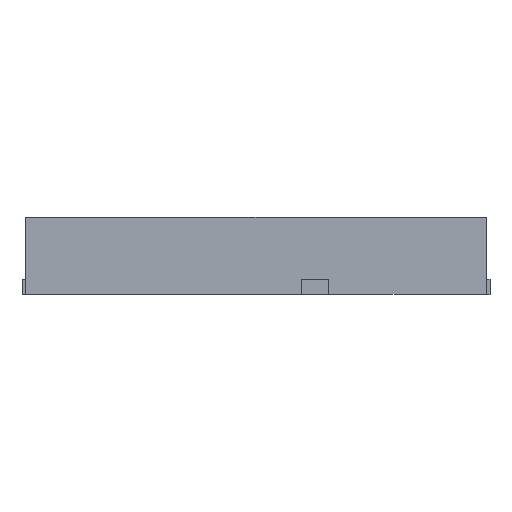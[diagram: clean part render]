
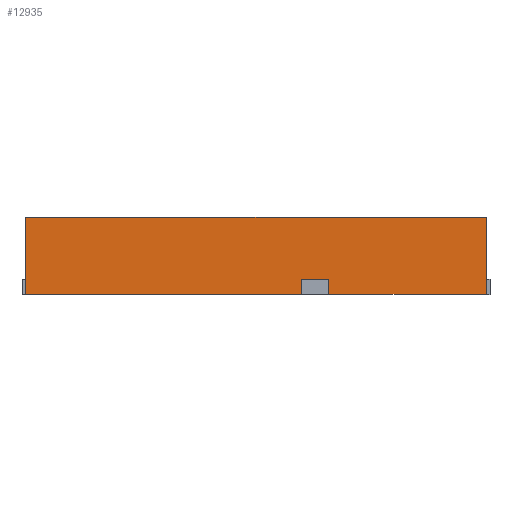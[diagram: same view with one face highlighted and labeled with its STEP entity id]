
A CAD part, left-side view. The second image highlights one B-rep face of the part: STEP entity #12935.
In plain terms, the highlighted planar face has unit normal (-1, 0, 0).
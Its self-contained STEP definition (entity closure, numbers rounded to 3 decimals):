
#285 = ORIENTED_EDGE ( 'NONE', *, *, #7905, .T. ) ;
#354 = VECTOR ( 'NONE', #5998, 1000. ) ;
#642 = DIRECTION ( 'NONE',  ( 1., 0., 0. ) ) ;
#790 = PLANE ( 'NONE',  #7432 ) ;
#876 = CARTESIAN_POINT ( 'NONE',  ( -2.5, 3., 1.01 ) ) ;
#941 = LINE ( 'NONE', #10224, #11605 ) ;
#973 = CARTESIAN_POINT ( 'NONE',  ( -2.5, -3., 1.01 ) ) ;
#1372 = LINE ( 'NONE', #14155, #2993 ) ;
#1442 = LINE ( 'NONE', #12654, #6947 ) ;
#1634 = FACE_OUTER_BOUND ( 'NONE', #9967, .T. ) ;
#2057 = LINE ( 'NONE', #973, #5855 ) ;
#2275 = DIRECTION ( 'NONE',  ( 0., -1., 0. ) ) ;
#2366 = CARTESIAN_POINT ( 'NONE',  ( -2.5, 3., 1.01 ) ) ;
#2827 = EDGE_CURVE ( 'NONE', #13376, #4700, #1372, .T. ) ;
#2993 = VECTOR ( 'NONE', #11592, 1000. ) ;
#3187 = VERTEX_POINT ( 'NONE', #3477 ) ;
#3355 = LINE ( 'NONE', #4492, #354 ) ;
#3477 = CARTESIAN_POINT ( 'NONE',  ( -2.5, -3., 1.01 ) ) ;
#3599 = CARTESIAN_POINT ( 'NONE',  ( -2.5, -3., 0.01 ) ) ;
#4492 = CARTESIAN_POINT ( 'NONE',  ( -2.5, -3., 1.01 ) ) ;
#4700 = VERTEX_POINT ( 'NONE', #3599 ) ;
#4714 = VERTEX_POINT ( 'NONE', #2366 ) ;
#5002 = VERTEX_POINT ( 'NONE', #8502 ) ;
#5573 = ORIENTED_EDGE ( 'NONE', *, *, #2827, .T. ) ;
#5855 = VECTOR ( 'NONE', #12269, 1000. ) ;
#5921 = DIRECTION ( 'NONE',  ( 0., 0., -1. ) ) ;
#5984 = ORIENTED_EDGE ( 'NONE', *, *, #10048, .T. ) ;
#5998 = DIRECTION ( 'NONE',  ( 0., 0., -1. ) ) ;
#6126 = VECTOR ( 'NONE', #15885, 1000. ) ;
#6144 = DIRECTION ( 'NONE',  ( 0., 0., -1. ) ) ;
#6947 = VECTOR ( 'NONE', #12981, 1000. ) ;
#7121 = ORIENTED_EDGE ( 'NONE', *, *, #8735, .F. ) ;
#7178 = CARTESIAN_POINT ( 'NONE',  ( -2.5, -3., 1.01 ) ) ;
#7432 = AXIS2_PLACEMENT_3D ( 'NONE', #7178, #642, #8291 ) ;
#7905 = EDGE_CURVE ( 'NONE', #4714, #5002, #8282, .T. ) ;
#8083 = LINE ( 'NONE', #10548, #6126 ) ;
#8282 = LINE ( 'NONE', #876, #9102 ) ;
#8291 = DIRECTION ( 'NONE',  ( 0., 0., -1. ) ) ;
#8502 = CARTESIAN_POINT ( 'NONE',  ( -2.5, 3., 0.01 ) ) ;
#8508 = CARTESIAN_POINT ( 'NONE',  ( -2.5, -0.95, 0.01 ) ) ;
#8735 = EDGE_CURVE ( 'NONE', #3187, #4700, #3355, .T. ) ;
#8998 = EDGE_CURVE ( 'NONE', #15406, #9091, #941, .T. ) ;
#9091 = VERTEX_POINT ( 'NONE', #10132 ) ;
#9102 = VECTOR ( 'NONE', #5921, 1000. ) ;
#9833 = CARTESIAN_POINT ( 'NONE',  ( -2.5, -0.597, 0.2 ) ) ;
#9877 = LINE ( 'NONE', #14896, #15487 ) ;
#9933 = EDGE_CURVE ( 'NONE', #13376, #9091, #1442, .T. ) ;
#9967 = EDGE_LOOP ( 'NONE', ( #10380, #13887, #12398, #5573, #7121, #13714, #285, #5984 ) ) ;
#10048 = EDGE_CURVE ( 'NONE', #5002, #12029, #8083, .T. ) ;
#10132 = CARTESIAN_POINT ( 'NONE',  ( -2.5, -0.95, 0.2 ) ) ;
#10224 = CARTESIAN_POINT ( 'NONE',  ( -2.5, -3., 0.2 ) ) ;
#10380 = ORIENTED_EDGE ( 'NONE', *, *, #13341, .F. ) ;
#10548 = CARTESIAN_POINT ( 'NONE',  ( -2.5, -3., 0.01 ) ) ;
#11592 = DIRECTION ( 'NONE',  ( 0., -1., 0. ) ) ;
#11605 = VECTOR ( 'NONE', #2275, 1000. ) ;
#12029 = VERTEX_POINT ( 'NONE', #13753 ) ;
#12269 = DIRECTION ( 'NONE',  ( 0., -1., 0. ) ) ;
#12398 = ORIENTED_EDGE ( 'NONE', *, *, #9933, .F. ) ;
#12654 = CARTESIAN_POINT ( 'NONE',  ( -2.5, -0.95, 1.01 ) ) ;
#12935 = ADVANCED_FACE ( 'NONE', ( #1634 ), #790, .F. ) ;
#12981 = DIRECTION ( 'NONE',  ( 0., 0., 1. ) ) ;
#13341 = EDGE_CURVE ( 'NONE', #15406, #12029, #9877, .T. ) ;
#13376 = VERTEX_POINT ( 'NONE', #8508 ) ;
#13714 = ORIENTED_EDGE ( 'NONE', *, *, #14925, .F. ) ;
#13753 = CARTESIAN_POINT ( 'NONE',  ( -2.5, -0.597, 0.01 ) ) ;
#13887 = ORIENTED_EDGE ( 'NONE', *, *, #8998, .T. ) ;
#14155 = CARTESIAN_POINT ( 'NONE',  ( -2.5, -3., 0.01 ) ) ;
#14896 = CARTESIAN_POINT ( 'NONE',  ( -2.5, -0.597, 1.01 ) ) ;
#14925 = EDGE_CURVE ( 'NONE', #4714, #3187, #2057, .T. ) ;
#15406 = VERTEX_POINT ( 'NONE', #9833 ) ;
#15487 = VECTOR ( 'NONE', #6144, 1000. ) ;
#15885 = DIRECTION ( 'NONE',  ( 0., -1., 0. ) ) ;
